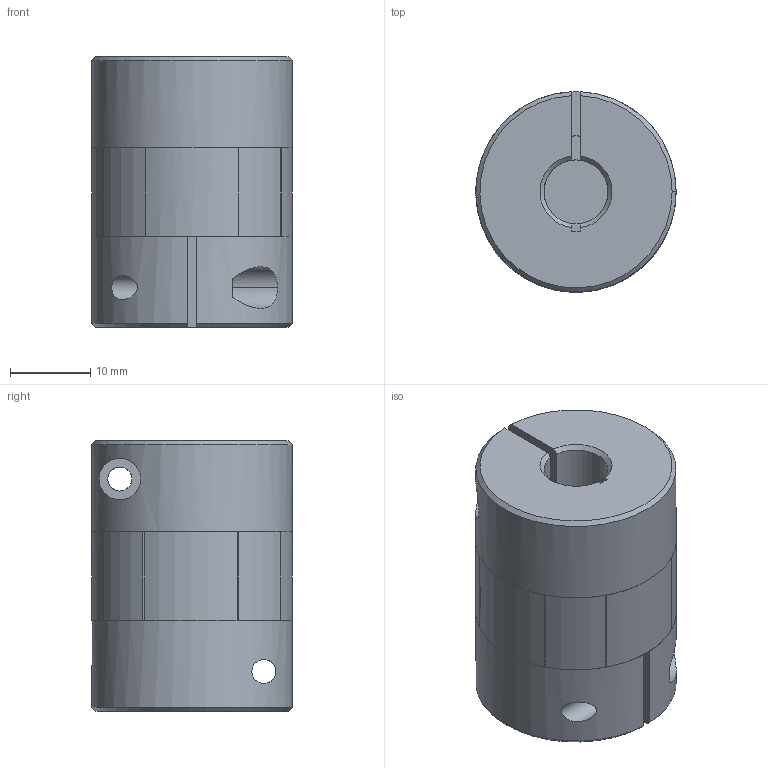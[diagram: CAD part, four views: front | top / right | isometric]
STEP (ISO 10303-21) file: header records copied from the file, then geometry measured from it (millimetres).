
FILE_DESCRIPTION(('FreeCAD Model'),'2;1');
FILE_NAME('Zaxis_coupling_5x8mm.step', '2016-12-13T06:45:28',('Author'),(''), 'Open CASCADE STEP processor 6.8','FreeCAD','Unknown');
FILE_SCHEMA(('AUTOMOTIVE_DESIGN_CC2 { 1 2 10303 214 -1 1 5 4 }'));
Length unit declared in the file: millimetre
Products named in the file (4): ASSEMBLY; Pocket004; Pocket003; lower_coupling
Assembly tree (3 placements, depth 2):
  ASSEMBLY
    Pocket004
    Pocket003
    lower_coupling
Bounding box: 25 x 25 x 33.8 mm (x, y, z)
Volume: 14929.9 mm3; surface area: 7778.7 mm2
Topology: 3 solids, 3 shells, 83 faces, 217 edges, 141 vertices
Faces by surface type: plane 43, cylinder 32, cone 8
Full cylindrical faces by diameter (mm): 3 x4, 5.2 x1, 8 x1
Entity records: 6772 total; most frequent: CARTESIAN_POINT 2331, DIRECTION 790, ORIENTED_EDGE 434, PCURVE 434, DEFINITIONAL_REPRESENTATION 434, LINE 420, VECTOR 420, EDGE_CURVE 217
